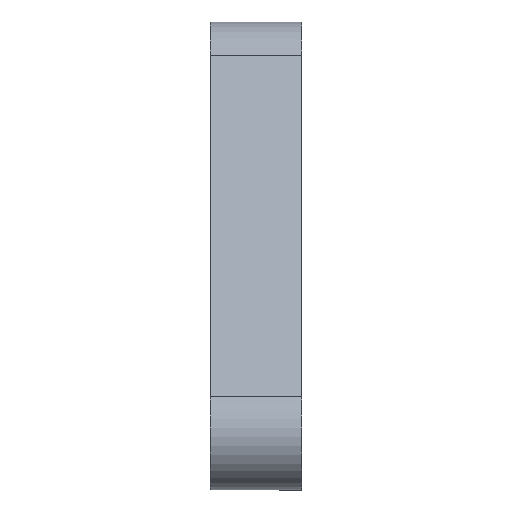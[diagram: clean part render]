
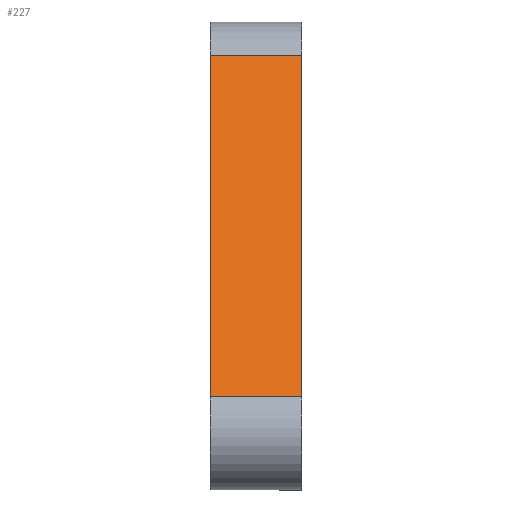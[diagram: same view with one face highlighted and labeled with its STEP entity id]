
A CAD part, left-side view. The second image highlights one B-rep face of the part: STEP entity #227.
In plain terms, the highlighted face is planar.
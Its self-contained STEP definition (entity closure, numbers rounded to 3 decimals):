
#26=PLANE('',#263);
#36=FACE_OUTER_BOUND('',#49,.T.);
#49=EDGE_LOOP('',(#180,#181,#182,#183));
#60=LINE('',#366,#80);
#63=LINE('',#377,#83);
#65=LINE('',#381,#85);
#69=LINE('',#392,#89);
#80=VECTOR('',#293,10.);
#83=VECTOR('',#302,10.);
#85=VECTOR('',#308,10.);
#89=VECTOR('',#318,10.);
#113=VERTEX_POINT('',#363);
#114=VERTEX_POINT('',#365);
#118=VERTEX_POINT('',#374);
#119=VERTEX_POINT('',#376);
#133=EDGE_CURVE('',#113,#114,#60,.T.);
#138=EDGE_CURVE('',#118,#119,#63,.T.);
#141=EDGE_CURVE('',#113,#119,#65,.T.);
#147=EDGE_CURVE('',#114,#118,#69,.T.);
#180=ORIENTED_EDGE('',*,*,#138,.F.);
#181=ORIENTED_EDGE('',*,*,#147,.F.);
#182=ORIENTED_EDGE('',*,*,#133,.F.);
#183=ORIENTED_EDGE('',*,*,#141,.T.);
#227=ADVANCED_FACE('',(#36),#26,.T.);
#263=AXIS2_PLACEMENT_3D('',#391,#316,#317);
#293=DIRECTION('',(0.,0.,-1.));
#302=DIRECTION('',(0.,0.,1.));
#308=DIRECTION('',(0.766,0.643,0.));
#316=DIRECTION('center_axis',(-0.643,0.766,0.));
#317=DIRECTION('ref_axis',(0.766,0.643,0.));
#318=DIRECTION('',(0.766,0.643,0.));
#363=CARTESIAN_POINT('',(-347.371,-238.022,233.));
#365=CARTESIAN_POINT('',(-347.371,-238.022,200.));
#366=CARTESIAN_POINT('',(-347.371,-238.022,233.));
#374=CARTESIAN_POINT('',(-200.949,-115.16,200.));
#376=CARTESIAN_POINT('',(-200.949,-115.16,233.));
#377=CARTESIAN_POINT('',(-200.949,-115.16,200.));
#381=CARTESIAN_POINT('',(-347.371,-238.022,233.));
#391=CARTESIAN_POINT('Origin',(-347.371,-238.022,233.));
#392=CARTESIAN_POINT('',(-347.371,-238.022,200.));
